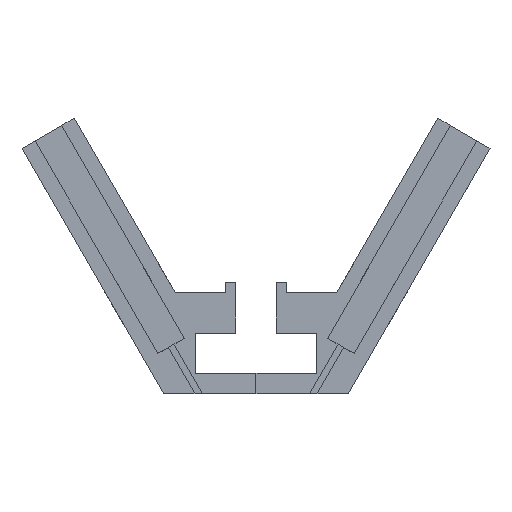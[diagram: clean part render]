
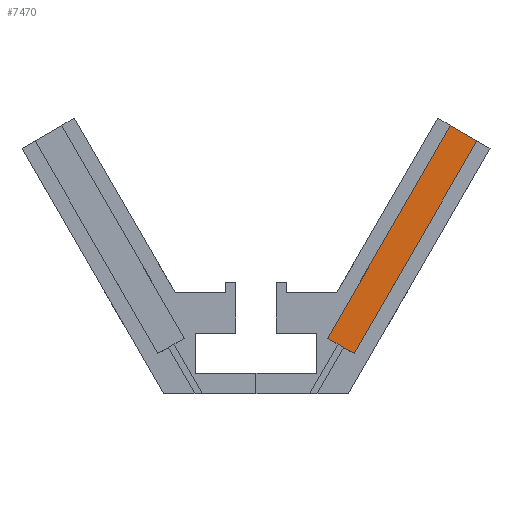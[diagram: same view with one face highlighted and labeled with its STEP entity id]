
A CAD part, top view. The second image highlights one B-rep face of the part: STEP entity #7470.
In plain terms, the highlighted planar face has unit normal (0, 0, 1).
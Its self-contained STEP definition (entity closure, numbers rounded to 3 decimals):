
#836 = PLANE('',#837);
#837 = AXIS2_PLACEMENT_3D('',#838,#839,#840);
#838 = CARTESIAN_POINT('',(90.,136.603,0.));
#839 = DIRECTION('',(0.5,0.866,0.));
#840 = DIRECTION('',(0.866,-0.5,0.));
#864 = PLANE('',#865);
#865 = AXIS2_PLACEMENT_3D('',#866,#867,#868);
#866 = CARTESIAN_POINT('',(96.356,132.933,64.8));
#867 = DIRECTION('',(-0.866,0.5,0.));
#868 = DIRECTION('',(0.,0.,1.));
#892 = PLANE('',#893);
#893 = AXIS2_PLACEMENT_3D('',#894,#895,#896);
#894 = CARTESIAN_POINT('',(42.063,23.694,72.4));
#895 = DIRECTION('',(0.5,0.866,0.));
#896 = DIRECTION('',(0.866,-0.5,0.));
#3440 = VERTEX_POINT('',#3441);
#3441 = CARTESIAN_POINT('',(35.481,27.494,64.8));
#3534 = VERTEX_POINT('',#3535);
#3535 = CARTESIAN_POINT('',(48.645,19.894,64.8));
#3549 = PLANE('',#3550);
#3550 = AXIS2_PLACEMENT_3D('',#3551,#3552,#3553);
#3551 = CARTESIAN_POINT('',(109.52,125.333,80.));
#3552 = DIRECTION('',(0.866,-0.5,0.));
#3553 = DIRECTION('',(0.,0.,-1.));
#3561 = EDGE_CURVE('',#3534,#3440,#3562,.T.);
#3562 = SURFACE_CURVE('',#3563,(#3567,#3574),.PCURVE_S1.);
#3563 = LINE('',#3564,#3565);
#3564 = CARTESIAN_POINT('',(48.645,19.894,64.8));
#3565 = VECTOR('',#3566,1.);
#3566 = DIRECTION('',(-0.866,0.5,0.));
#3567 = PCURVE('',#892,#3568);
#3568 = DEFINITIONAL_REPRESENTATION('',(#3569),#3573);
#3569 = LINE('',#3570,#3571);
#3570 = CARTESIAN_POINT('',(7.6,7.6));
#3571 = VECTOR('',#3572,1.);
#3572 = DIRECTION('',(-1.,0.));
#3573 = ( GEOMETRIC_REPRESENTATION_CONTEXT(2) 
PARAMETRIC_REPRESENTATION_CONTEXT() REPRESENTATION_CONTEXT('2D SPACE',''
  ) );
#3574 = PCURVE('',#3575,#3580);
#3575 = PLANE('',#3576);
#3576 = AXIS2_PLACEMENT_3D('',#3577,#3578,#3579);
#3577 = CARTESIAN_POINT('',(109.52,125.333,64.8));
#3578 = DIRECTION('',(0.,0.,-1.));
#3579 = DIRECTION('',(-0.866,0.5,0.));
#3580 = DEFINITIONAL_REPRESENTATION('',(#3581),#3585);
#3581 = LINE('',#3582,#3583);
#3582 = CARTESIAN_POINT('',(0.,-121.75));
#3583 = VECTOR('',#3584,1.);
#3584 = DIRECTION('',(1.,0.));
#3585 = ( GEOMETRIC_REPRESENTATION_CONTEXT(2) 
PARAMETRIC_REPRESENTATION_CONTEXT() REPRESENTATION_CONTEXT('2D SPACE',''
  ) );
#3590 = EDGE_CURVE('',#3591,#3440,#3593,.T.);
#3591 = VERTEX_POINT('',#3592);
#3592 = CARTESIAN_POINT('',(96.356,132.933,64.8));
#3593 = SURFACE_CURVE('',#3594,(#3598,#3605),.PCURVE_S1.);
#3594 = LINE('',#3595,#3596);
#3595 = CARTESIAN_POINT('',(96.356,132.933,64.8));
#3596 = VECTOR('',#3597,1.);
#3597 = DIRECTION('',(-0.5,-0.866,0.));
#3598 = PCURVE('',#864,#3599);
#3599 = DEFINITIONAL_REPRESENTATION('',(#3600),#3604);
#3600 = LINE('',#3601,#3602);
#3601 = CARTESIAN_POINT('',(0.,0.));
#3602 = VECTOR('',#3603,1.);
#3603 = DIRECTION('',(0.,-1.));
#3604 = ( GEOMETRIC_REPRESENTATION_CONTEXT(2) 
PARAMETRIC_REPRESENTATION_CONTEXT() REPRESENTATION_CONTEXT('2D SPACE',''
  ) );
#3605 = PCURVE('',#3575,#3606);
#3606 = DEFINITIONAL_REPRESENTATION('',(#3607),#3611);
#3607 = LINE('',#3608,#3609);
#3608 = CARTESIAN_POINT('',(15.2,0.));
#3609 = VECTOR('',#3610,1.);
#3610 = DIRECTION('',(0.,-1.));
#3611 = ( GEOMETRIC_REPRESENTATION_CONTEXT(2) 
PARAMETRIC_REPRESENTATION_CONTEXT() REPRESENTATION_CONTEXT('2D SPACE',''
  ) );
#3665 = EDGE_CURVE('',#3666,#3591,#3668,.T.);
#3666 = VERTEX_POINT('',#3667);
#3667 = CARTESIAN_POINT('',(109.52,125.333,64.8));
#3668 = SURFACE_CURVE('',#3669,(#3673,#3680),.PCURVE_S1.);
#3669 = LINE('',#3670,#3671);
#3670 = CARTESIAN_POINT('',(109.52,125.333,64.8));
#3671 = VECTOR('',#3672,1.);
#3672 = DIRECTION('',(-0.866,0.5,0.));
#3673 = PCURVE('',#836,#3674);
#3674 = DEFINITIONAL_REPRESENTATION('',(#3675),#3679);
#3675 = LINE('',#3676,#3677);
#3676 = CARTESIAN_POINT('',(22.54,-64.8));
#3677 = VECTOR('',#3678,1.);
#3678 = DIRECTION('',(-1.,0.));
#3679 = ( GEOMETRIC_REPRESENTATION_CONTEXT(2) 
PARAMETRIC_REPRESENTATION_CONTEXT() REPRESENTATION_CONTEXT('2D SPACE',''
  ) );
#3680 = PCURVE('',#3575,#3681);
#3681 = DEFINITIONAL_REPRESENTATION('',(#3682),#3686);
#3682 = LINE('',#3683,#3684);
#3683 = CARTESIAN_POINT('',(0.,0.));
#3684 = VECTOR('',#3685,1.);
#3685 = DIRECTION('',(1.,0.));
#3686 = ( GEOMETRIC_REPRESENTATION_CONTEXT(2) 
PARAMETRIC_REPRESENTATION_CONTEXT() REPRESENTATION_CONTEXT('2D SPACE',''
  ) );
#7470 = ADVANCED_FACE('',(#7471),#3575,.F.);
#7471 = FACE_BOUND('',#7472,.F.);
#7472 = EDGE_LOOP('',(#7473,#7494,#7495,#7496));
#7473 = ORIENTED_EDGE('',*,*,#7474,.T.);
#7474 = EDGE_CURVE('',#3666,#3534,#7475,.T.);
#7475 = SURFACE_CURVE('',#7476,(#7480,#7487),.PCURVE_S1.);
#7476 = LINE('',#7477,#7478);
#7477 = CARTESIAN_POINT('',(109.52,125.333,64.8));
#7478 = VECTOR('',#7479,1.);
#7479 = DIRECTION('',(-0.5,-0.866,0.));
#7480 = PCURVE('',#3575,#7481);
#7481 = DEFINITIONAL_REPRESENTATION('',(#7482),#7486);
#7482 = LINE('',#7483,#7484);
#7483 = CARTESIAN_POINT('',(0.,0.));
#7484 = VECTOR('',#7485,1.);
#7485 = DIRECTION('',(0.,-1.));
#7486 = ( GEOMETRIC_REPRESENTATION_CONTEXT(2) 
PARAMETRIC_REPRESENTATION_CONTEXT() REPRESENTATION_CONTEXT('2D SPACE',''
  ) );
#7487 = PCURVE('',#3549,#7488);
#7488 = DEFINITIONAL_REPRESENTATION('',(#7489),#7493);
#7489 = LINE('',#7490,#7491);
#7490 = CARTESIAN_POINT('',(15.2,0.));
#7491 = VECTOR('',#7492,1.);
#7492 = DIRECTION('',(0.,-1.));
#7493 = ( GEOMETRIC_REPRESENTATION_CONTEXT(2) 
PARAMETRIC_REPRESENTATION_CONTEXT() REPRESENTATION_CONTEXT('2D SPACE',''
  ) );
#7494 = ORIENTED_EDGE('',*,*,#3561,.T.);
#7495 = ORIENTED_EDGE('',*,*,#3590,.F.);
#7496 = ORIENTED_EDGE('',*,*,#3665,.F.);
